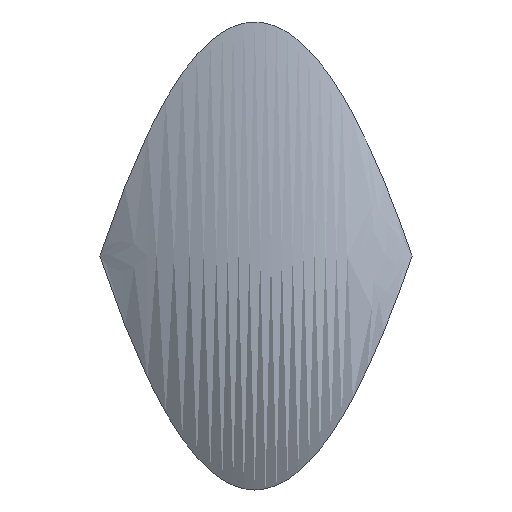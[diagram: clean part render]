
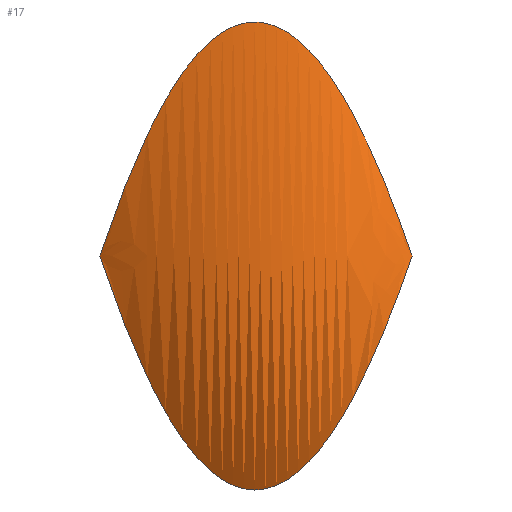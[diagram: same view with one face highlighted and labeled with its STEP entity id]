
A CAD part, top view. The second image highlights one B-rep face of the part: STEP entity #17.
In plain terms, the highlighted free-form (B-spline) face has degree [3, 1] with [4, 2] control points.
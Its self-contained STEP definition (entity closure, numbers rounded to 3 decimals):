
#17 = ADVANCED_FACE('',(#18),#33,.T.);
#18 = FACE_BOUND('',#19,.T.);
#19 = EDGE_LOOP('',(#20,#48));
#20 = ORIENTED_EDGE('',*,*,#21,.T.);
#21 = EDGE_CURVE('',#22,#24,#26,.T.);
#22 = VERTEX_POINT('',#23);
#23 = CARTESIAN_POINT('',(0.,0.,0.));
#24 = VERTEX_POINT('',#25);
#25 = CARTESIAN_POINT('',(1.,0.,0.));
#26 = SURFACE_CURVE('',#27,(#32),.PCURVE_S1.);
#27 = B_SPLINE_CURVE_WITH_KNOTS('',3,(#28,#29,#30,#31),.UNSPECIFIED.,.F.
  ,.F.,(4,4),(0.,1.),.PIECEWISE_BEZIER_KNOTS.);
#28 = CARTESIAN_POINT('',(0.,0.,0.));
#29 = CARTESIAN_POINT('',(0.33,1.,0.5));
#30 = CARTESIAN_POINT('',(0.66,1.,-0.5));
#31 = CARTESIAN_POINT('',(1.,0.,0.));
#32 = PCURVE('',#33,#42);
#33 = B_SPLINE_SURFACE_WITH_KNOTS('',3,1,(
    (#34,#35)
    ,(#36,#37)
    ,(#38,#39)
    ,(#40,#41)),.UNSPECIFIED.,.F.,.F.,.F.,(4,4),(2,2),(0.,1.),(0.,1.),
  .PIECEWISE_BEZIER_KNOTS.);
#34 = CARTESIAN_POINT('',(0.,0.,0.));
#35 = CARTESIAN_POINT('',(0.,0.,0.));
#36 = CARTESIAN_POINT('',(0.33,1.,0.5));
#37 = CARTESIAN_POINT('',(0.33,-1.,-0.5));
#38 = CARTESIAN_POINT('',(0.66,1.,-0.5));
#39 = CARTESIAN_POINT('',(0.66,-1.,0.5));
#40 = CARTESIAN_POINT('',(1.,0.,0.));
#41 = CARTESIAN_POINT('',(1.,0.,0.));
#42 = DEFINITIONAL_REPRESENTATION('',(#43),#47);
#43 = LINE('',#44,#45);
#44 = CARTESIAN_POINT('',(0.,0.));
#45 = VECTOR('',#46,1.);
#46 = DIRECTION('',(1.,0.));
#47 = ( GEOMETRIC_REPRESENTATION_CONTEXT(2) 
PARAMETRIC_REPRESENTATION_CONTEXT() REPRESENTATION_CONTEXT('2D SPACE',''
  ) );
#48 = ORIENTED_EDGE('',*,*,#49,.F.);
#49 = EDGE_CURVE('',#22,#24,#50,.T.);
#50 = SURFACE_CURVE('',#51,(#56),.PCURVE_S1.);
#51 = B_SPLINE_CURVE_WITH_KNOTS('',3,(#52,#53,#54,#55),.UNSPECIFIED.,.F.
  ,.F.,(4,4),(0.,1.),.PIECEWISE_BEZIER_KNOTS.);
#52 = CARTESIAN_POINT('',(0.,0.,0.));
#53 = CARTESIAN_POINT('',(0.33,-1.,-0.5));
#54 = CARTESIAN_POINT('',(0.66,-1.,0.5));
#55 = CARTESIAN_POINT('',(1.,0.,0.));
#56 = PCURVE('',#33,#57);
#57 = DEFINITIONAL_REPRESENTATION('',(#58),#62);
#58 = LINE('',#59,#60);
#59 = CARTESIAN_POINT('',(0.,1.));
#60 = VECTOR('',#61,1.);
#61 = DIRECTION('',(1.,0.));
#62 = ( GEOMETRIC_REPRESENTATION_CONTEXT(2) 
PARAMETRIC_REPRESENTATION_CONTEXT() REPRESENTATION_CONTEXT('2D SPACE',''
  ) );
